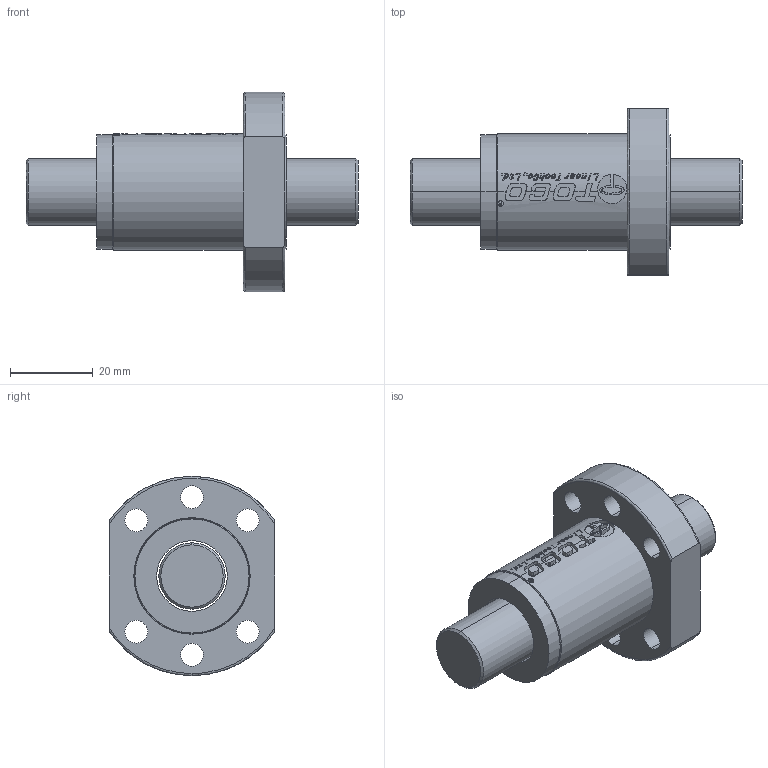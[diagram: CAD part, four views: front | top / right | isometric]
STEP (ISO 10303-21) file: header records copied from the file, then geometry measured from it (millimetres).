
FILE_DESCRIPTION (( 'STEP AP203' ), '1' );
FILE_NAME ('SFS01616.STEP', '2019-04-04T06:32:53', ( '' ), ( '' ), 'SwSTEP 2.0', 'SolidWorks 2015', '' );
FILE_SCHEMA (( 'CONFIG_CONTROL_DESIGN' ));
Length unit declared in the file: millimetre
Products named in the file (1): SFS01616
Bounding box: 80 x 40 x 48 mm (x, y, z)
Volume: 42701 mm3; surface area: 17261.5 mm2
Topology: 4 solids, 4 shells, 686 faces, 1930 edges, 1284 vertices
Faces by surface type: plane 607, cylinder 46, bspline 29, cone 4
Entity records: 23885 total; most frequent: CARTESIAN_POINT 7619, ORIENTED_EDGE 3860, DIRECTION 2786, EDGE_CURVE 1930, LINE 1286, VECTOR 1286, VERTEX_POINT 1284, AXIS2_PLACEMENT_3D 750
